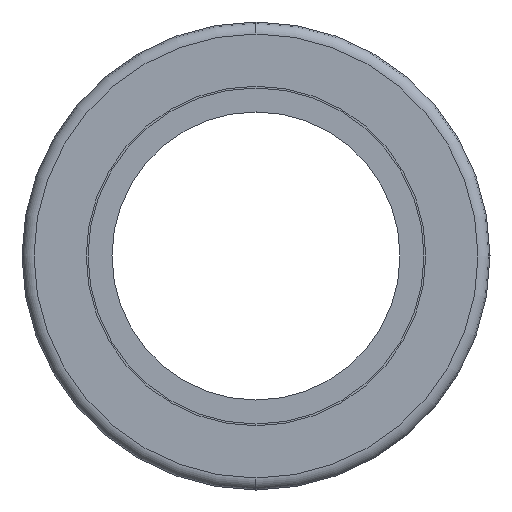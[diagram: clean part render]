
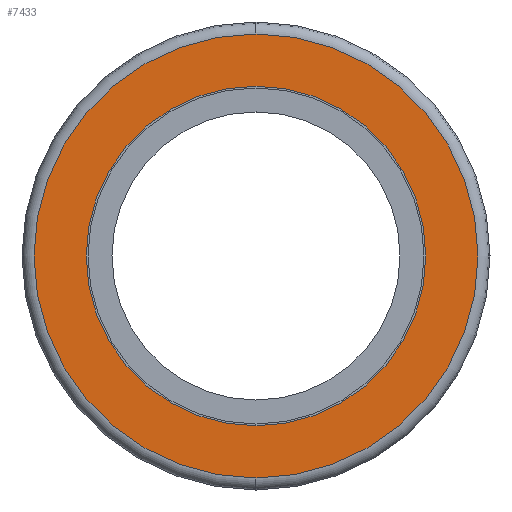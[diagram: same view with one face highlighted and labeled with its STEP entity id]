
A CAD part, left-side view. The second image highlights one B-rep face of the part: STEP entity #7433.
In plain terms, the highlighted planar face has unit normal (-1, 0, 0).
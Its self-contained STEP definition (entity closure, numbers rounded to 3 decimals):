
#1083 = DIRECTION ( 'NONE',  ( 1., 0., 0. ) ) ;
#1811 = CARTESIAN_POINT ( 'NONE',  ( 2.802, 0., 0. ) ) ;
#1907 = VERTEX_POINT ( 'NONE', #21946 ) ;
#2878 = CIRCLE ( 'NONE', #12143, 18.5 ) ;
#3096 = CARTESIAN_POINT ( 'NONE',  ( 2.802, 18.5, 0. ) ) ;
#3277 = EDGE_CURVE ( 'NONE', #3388, #13965, #23168, .T. ) ;
#3388 = VERTEX_POINT ( 'NONE', #22839 ) ;
#3808 = DIRECTION ( 'NONE',  ( 0., 0., -1. ) ) ;
#4139 = VERTEX_POINT ( 'NONE', #10970 ) ;
#4195 = DIRECTION ( 'NONE',  ( 1., 0., 0. ) ) ;
#5108 = DIRECTION ( 'NONE',  ( 0., 0., 1. ) ) ;
#5184 = CIRCLE ( 'NONE', #19358, 18.5 ) ;
#6348 = ORIENTED_EDGE ( 'NONE', *, *, #9750, .F. ) ;
#6930 = EDGE_LOOP ( 'NONE', ( #7852, #9770 ) ) ;
#7433 = ADVANCED_FACE ( 'NONE', ( #17762, #12465 ), #18794, .T. ) ;
#7852 = ORIENTED_EDGE ( 'NONE', *, *, #16521, .T. ) ;
#8188 = AXIS2_PLACEMENT_3D ( 'NONE', #3096, #17071, #5108 ) ;
#8455 = DIRECTION ( 'NONE',  ( 1., 0., 0. ) ) ;
#9750 = EDGE_CURVE ( 'NONE', #4139, #1907, #5184, .T. ) ;
#9770 = ORIENTED_EDGE ( 'NONE', *, *, #3277, .T. ) ;
#10970 = CARTESIAN_POINT ( 'NONE',  ( 2.802, 0., -18.5 ) ) ;
#11694 = CIRCLE ( 'NONE', #23844, 13.15 ) ;
#12143 = AXIS2_PLACEMENT_3D ( 'NONE', #13055, #1083, #15058 ) ;
#12465 = FACE_OUTER_BOUND ( 'NONE', #22179, .T. ) ;
#13055 = CARTESIAN_POINT ( 'NONE',  ( 2.802, 0., 0. ) ) ;
#13965 = VERTEX_POINT ( 'NONE', #14995 ) ;
#14995 = CARTESIAN_POINT ( 'NONE',  ( 2.802, 0., -13.15 ) ) ;
#15058 = DIRECTION ( 'NONE',  ( 0., 0., -1. ) ) ;
#15785 = DIRECTION ( 'NONE',  ( 1., 0., 0. ) ) ;
#16160 = CARTESIAN_POINT ( 'NONE',  ( 2.802, 0., 0. ) ) ;
#16521 = EDGE_CURVE ( 'NONE', #13965, #3388, #11694, .T. ) ;
#16674 = EDGE_CURVE ( 'NONE', #1907, #4139, #2878, .T. ) ;
#17041 = ORIENTED_EDGE ( 'NONE', *, *, #16674, .F. ) ;
#17071 = DIRECTION ( 'NONE',  ( -1., 0., 0. ) ) ;
#17762 = FACE_BOUND ( 'NONE', #6930, .T. ) ;
#18154 = DIRECTION ( 'NONE',  ( 0., 0., -1. ) ) ;
#18794 = PLANE ( 'NONE',  #8188 ) ;
#19358 = AXIS2_PLACEMENT_3D ( 'NONE', #1811, #15785, #3808 ) ;
#20382 = CARTESIAN_POINT ( 'NONE',  ( 2.802, 0., 0. ) ) ;
#20854 = AXIS2_PLACEMENT_3D ( 'NONE', #20382, #8455, #22400 ) ;
#21946 = CARTESIAN_POINT ( 'NONE',  ( 2.802, 0., 18.5 ) ) ;
#22179 = EDGE_LOOP ( 'NONE', ( #6348, #17041 ) ) ;
#22400 = DIRECTION ( 'NONE',  ( 0., 0., -1. ) ) ;
#22839 = CARTESIAN_POINT ( 'NONE',  ( 2.802, 0., 13.15 ) ) ;
#23168 = CIRCLE ( 'NONE', #20854, 13.15 ) ;
#23844 = AXIS2_PLACEMENT_3D ( 'NONE', #16160, #4195, #18154 ) ;
